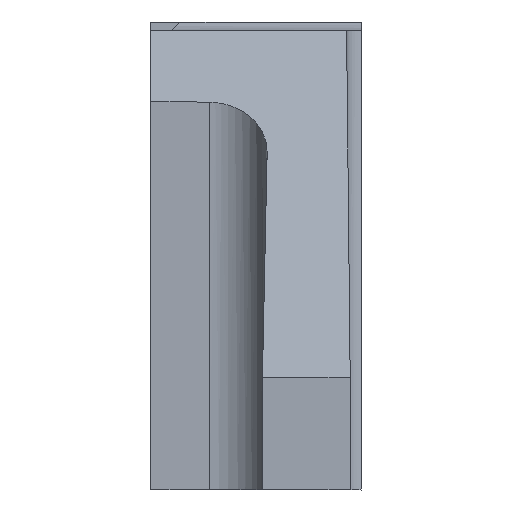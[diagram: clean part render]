
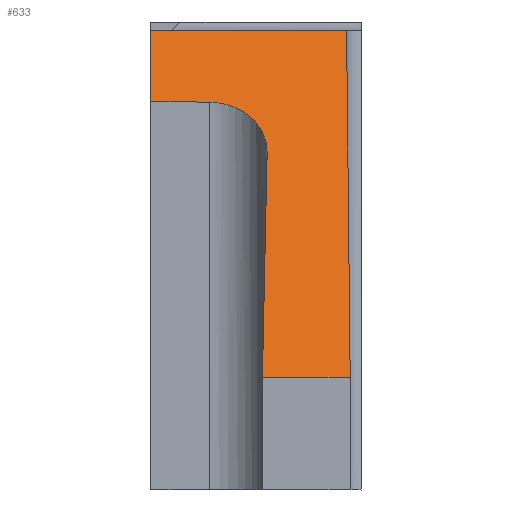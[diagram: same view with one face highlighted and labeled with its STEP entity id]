
A CAD part, front view. The second image highlights one B-rep face of the part: STEP entity #633.
In plain terms, the highlighted planar face has unit normal (0, -0.643, 0.766).
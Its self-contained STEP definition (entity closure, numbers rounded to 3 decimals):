
#94=CARTESIAN_POINT('',(0.,-6.8,-0.356));
#95=VERTEX_POINT('',#94);
#288=CARTESIAN_POINT('',(0.,-5.363,0.85));
#289=VERTEX_POINT('',#288);
#300=CARTESIAN_POINT('',(0.,-6.8,-0.356));
#301=DIRECTION('',(0.,0.766,0.643));
#302=VECTOR('',#301,1.876);
#303=LINE('',#300,#302);
#304=EDGE_CURVE('',#95,#289,#303,.T.);
#522=CARTESIAN_POINT('',(2.2,-9.208,-2.376));
#523=DIRECTION('',(0.,0.643,-0.766));
#524=DIRECTION('',(0.,0.492,0.413));
#525=AXIS2_PLACEMENT_3D('',#522,#523,#524);
#526=PLANE('',#525);
#527=CARTESIAN_POINT('',(3.348,-5.363,0.85));
#528=DIRECTION('',(0.007,-0.766,-0.643));
#529=VECTOR('',#528,9.219);
#530=LINE('',#527,#529);
#531=CARTESIAN_POINT('',(3.348,-5.363,0.85));
#532=VERTEX_POINT('',#531);
#533=CARTESIAN_POINT('',(3.41,-12.425,-5.076));
#534=VERTEX_POINT('',#533);
#535=EDGE_CURVE('',#532,#534,#530,.T.);
#536=ORIENTED_EDGE('Edge 436',*,*,#535,.F.);
#545=CARTESIAN_POINT('',(1.91,-12.425,-5.076));
#546=DIRECTION('',(1.,0.,0.));
#547=VECTOR('',#546,1.5);
#548=LINE('',#545,#547);
#549=CARTESIAN_POINT('',(1.91,-12.425,-5.076));
#550=VERTEX_POINT('',#549);
#551=EDGE_CURVE('',#550,#534,#548,.T.);
#552=ORIENTED_EDGE('Edge 441',*,*,#551,.T.);
#561=CARTESIAN_POINT('',(1.91,-12.425,-5.076));
#562=DIRECTION('',(0.013,0.766,0.643));
#563=VECTOR('',#562,5.992);
#564=LINE('',#561,#563);
#565=CARTESIAN_POINT('',(1.99,-7.835,-1.224));
#566=VERTEX_POINT('',#565);
#567=EDGE_CURVE('',#550,#566,#564,.T.);
#568=ORIENTED_EDGE('Edge 446',*,*,#567,.F.);
#577=CARTESIAN_POINT('',(1.99,-7.835,-1.224));
#578=CARTESIAN_POINT('',(2.,-7.249,-0.733));
#579=CARTESIAN_POINT('',(1.593,-6.828,-0.379));
#580=CARTESIAN_POINT('',(1.008,-6.818,-0.371));
#581=(BOUNDED_CURVE()B_SPLINE_CURVE(3,(#577,#578,#579,#580),.UNSPECIFIED.,.F.,.F.)B_SPLINE_CURVE_WITH_KNOTS((4,4),(0.,1.),.UNSPECIFIED.)CURVE()GEOMETRIC_REPRESENTATION_ITEM()RATIONAL_B_SPLINE_CURVE((1.,0.805,0.805,1.))REPRESENTATION_ITEM(''));
#582=CARTESIAN_POINT('',(1.008,-6.818,-0.371));
#583=VERTEX_POINT('',#582);
#584=EDGE_CURVE('',#566,#583,#581,.T.);
#585=ORIENTED_EDGE('Edge 451',*,*,#584,.F.);
#594=CARTESIAN_POINT('',(1.008,-6.818,-0.371));
#595=DIRECTION('',(-1.,0.017,0.015));
#596=VECTOR('',#595,1.008);
#597=LINE('',#594,#596);
#598=EDGE_CURVE('',#583,#95,#597,.T.);
#599=ORIENTED_EDGE('Edge 456',*,*,#598,.F.);
#608=ORIENTED_EDGE('Edge 148',*,*,#304,.F.);
#617=CARTESIAN_POINT('',(3.348,-5.363,0.85));
#618=DIRECTION('',(-1.,0.,0.));
#619=VECTOR('',#618,3.348);
#620=LINE('',#617,#619);
#621=EDGE_CURVE('',#532,#289,#620,.T.);
#622=ORIENTED_EDGE('Edge 466',*,*,#621,.T.);
#631=EDGE_LOOP('',(#622,#608,#599,#585,#568,#552,#536));
#632=FACE_OUTER_BOUND('Loop 467',#631,.T.);
#633=ADVANCED_FACE('Face 468',(#632),#526,.F.);
